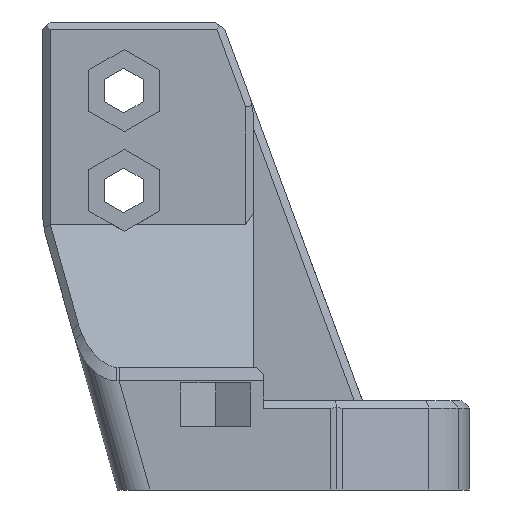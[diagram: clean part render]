
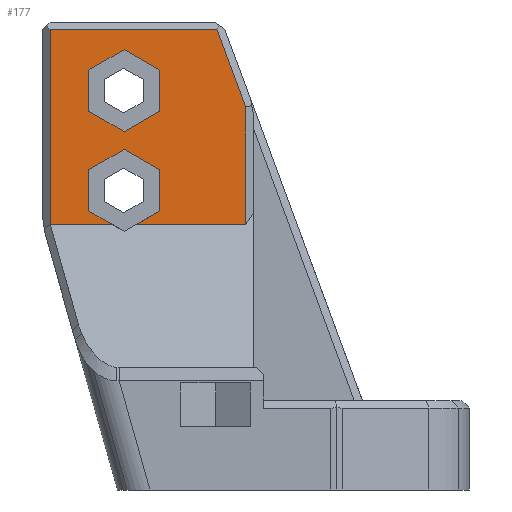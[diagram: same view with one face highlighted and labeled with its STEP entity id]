
A CAD part, left-side view. The second image highlights one B-rep face of the part: STEP entity #177.
In plain terms, the highlighted planar face has unit normal (-1, 0, 0).
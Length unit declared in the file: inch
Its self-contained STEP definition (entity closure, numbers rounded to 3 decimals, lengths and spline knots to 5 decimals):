
#177=ADVANCED_FACE('',(#475,#476),#477,.T.);
#475=FACE_OUTER_BOUND('',#903,.T.);
#476=FACE_BOUND('',#904,.T.);
#477=PLANE('',#905);
#903=EDGE_LOOP('',(#1473,#1474,#1475,#1476,#1477,#1478,#1479,#1480,#1481,#1482,#1483,#1484,#1485));
#904=EDGE_LOOP('',(#1486,#1487,#1488,#1489,#1490,#1491));
#905=AXIS2_PLACEMENT_3D('',#1492,#1493,#1494);
#1473=ORIENTED_EDGE('',*,*,#2732,.F.);
#1474=ORIENTED_EDGE('',*,*,#2733,.T.);
#1475=ORIENTED_EDGE('',*,*,#2734,.F.);
#1476=ORIENTED_EDGE('',*,*,#2735,.T.);
#1477=ORIENTED_EDGE('',*,*,#2736,.T.);
#1478=ORIENTED_EDGE('',*,*,#2737,.T.);
#1479=ORIENTED_EDGE('',*,*,#2738,.T.);
#1480=ORIENTED_EDGE('',*,*,#2739,.T.);
#1481=ORIENTED_EDGE('',*,*,#2740,.T.);
#1482=ORIENTED_EDGE('',*,*,#2741,.F.);
#1483=ORIENTED_EDGE('',*,*,#2742,.F.);
#1484=ORIENTED_EDGE('',*,*,#2743,.F.);
#1485=ORIENTED_EDGE('',*,*,#2688,.F.);
#1486=ORIENTED_EDGE('',*,*,#2744,.T.);
#1487=ORIENTED_EDGE('',*,*,#2745,.T.);
#1488=ORIENTED_EDGE('',*,*,#2746,.T.);
#1489=ORIENTED_EDGE('',*,*,#2747,.T.);
#1490=ORIENTED_EDGE('',*,*,#2727,.T.);
#1491=ORIENTED_EDGE('',*,*,#2748,.T.);
#1492=CARTESIAN_POINT('',(-0.0023,0.3201,1.4481));
#1493=DIRECTION('',(-1.0,0.,0.0));
#1494=DIRECTION('',(0.,0.,-1.0));
#2688=EDGE_CURVE('',#3204,#3206,#3207,.T.);
#2727=EDGE_CURVE('',#3276,#3277,#3278,.T.);
#2732=EDGE_CURVE('',#3285,#3204,#3286,.T.);
#2733=EDGE_CURVE('',#3285,#3287,#3288,.T.);
#2734=EDGE_CURVE('',#3289,#3287,#3290,.T.);
#2735=EDGE_CURVE('',#3289,#3291,#3292,.T.);
#2736=EDGE_CURVE('',#3291,#3293,#3294,.T.);
#2737=EDGE_CURVE('',#3293,#3295,#3296,.T.);
#2738=EDGE_CURVE('',#3295,#3297,#3298,.T.);
#2739=EDGE_CURVE('',#3297,#3299,#3300,.T.);
#2740=EDGE_CURVE('',#3299,#3301,#3302,.T.);
#2741=EDGE_CURVE('',#3303,#3301,#3304,.T.);
#2742=EDGE_CURVE('',#3305,#3303,#3306,.T.);
#2743=EDGE_CURVE('',#3206,#3305,#3307,.T.);
#2744=EDGE_CURVE('',#3308,#3309,#3310,.T.);
#2745=EDGE_CURVE('',#3309,#3311,#3312,.T.);
#2746=EDGE_CURVE('',#3311,#3313,#3314,.T.);
#2747=EDGE_CURVE('',#3313,#3276,#3315,.T.);
#2748=EDGE_CURVE('',#3277,#3308,#3316,.T.);
#3204=VERTEX_POINT('',#3966);
#3206=VERTEX_POINT('',#3969);
#3207=LINE('',#3970,#3971);
#3276=VERTEX_POINT('',#4064);
#3277=VERTEX_POINT('',#4065);
#3278=LINE('',#4066,#4067);
#3285=VERTEX_POINT('',#4077);
#3286=LINE('',#4078,#4079);
#3287=VERTEX_POINT('',#4080);
#3288=LINE('',#4081,#4082);
#3289=VERTEX_POINT('',#4083);
#3290=LINE('',#4084,#4085);
#3291=VERTEX_POINT('',#4086);
#3292=LINE('',#4087,#4088);
#3293=VERTEX_POINT('',#4089);
#3294=LINE('',#4090,#4091);
#3295=VERTEX_POINT('',#4092);
#3296=LINE('',#4093,#4094);
#3297=VERTEX_POINT('',#4095);
#3298=LINE('',#4096,#4097);
#3299=VERTEX_POINT('',#4098);
#3300=LINE('',#4099,#4100);
#3301=VERTEX_POINT('',#4101);
#3302=LINE('',#4102,#4103);
#3303=VERTEX_POINT('',#4104);
#3304=LINE('',#4105,#4106);
#3305=VERTEX_POINT('',#4107);
#3306=LINE('',#4108,#4109);
#3307=LINE('',#4110,#4111);
#3308=VERTEX_POINT('',#4112);
#3309=VERTEX_POINT('',#4113);
#3310=LINE('',#4114,#4115);
#3311=VERTEX_POINT('',#4116);
#3312=LINE('',#4117,#4118);
#3313=VERTEX_POINT('',#4119);
#3314=LINE('',#4120,#4121);
#3315=LINE('',#4122,#4123);
#3316=LINE('',#4124,#4125);
#3966=CARTESIAN_POINT('',(-0.0023,0.77165,1.75912));
#3969=CARTESIAN_POINT('',(-0.0023,0.2453,1.75912));
#3970=CARTESIAN_POINT('',(-0.0023,0.3201,1.75912));
#3971=VECTOR('',#5094,1.0);
#4064=CARTESIAN_POINT('',(-0.0023,0.42581,1.50143));
#4065=CARTESIAN_POINT('',(-0.0023,0.53801,1.43665));
#4066=CARTESIAN_POINT('',(-0.0023,0.39771,1.51765));
#4067=VECTOR('',#5140,1.);
#4077=CARTESIAN_POINT('',(-0.0023,0.77165,1.14296));
#4078=CARTESIAN_POINT('',(-0.0023,0.77165,1.02939));
#4079=VECTOR('',#5144,1.0);
#4080=CARTESIAN_POINT('',(-0.0023,0.77156,1.14328));
#4081=CARTESIAN_POINT('',(-0.0023,0.77901,1.11763));
#4082=VECTOR('',#5145,1.0);
#4083=CARTESIAN_POINT('',(-0.0023,0.57541,1.14328));
#4084=CARTESIAN_POINT('',(-0.0023,0.45725,1.14328));
#4085=VECTOR('',#5146,1.0);
#4086=CARTESIAN_POINT('',(-0.0023,0.65022,1.18647));
#4087=CARTESIAN_POINT('',(-0.0023,0.52697,1.11531));
#4088=VECTOR('',#5147,1.0);
#4089=CARTESIAN_POINT('',(-0.0023,0.65022,1.31603));
#4090=CARTESIAN_POINT('',(-0.0023,0.65022,1.31729));
#4091=VECTOR('',#5148,1.0);
#4092=CARTESIAN_POINT('',(-0.0023,0.53801,1.38081));
#4093=CARTESIAN_POINT('',(-0.0023,0.49783,1.40401));
#4094=VECTOR('',#5149,1.);
#4095=CARTESIAN_POINT('',(-0.0023,0.42581,1.31603));
#4096=CARTESIAN_POINT('',(-0.0023,0.47086,1.34205));
#4097=VECTOR('',#5150,1.0);
#4098=CARTESIAN_POINT('',(-0.0023,0.42581,1.18647));
#4099=CARTESIAN_POINT('',(-0.0023,0.42581,1.38207));
#4100=VECTOR('',#5151,1.0);
#4101=CARTESIAN_POINT('',(-0.0023,0.50061,1.14328));
#4102=CARTESIAN_POINT('',(-0.0023,0.32952,1.24206));
#4103=VECTOR('',#5152,1.);
#4104=CARTESIAN_POINT('',(-0.0023,0.15486,1.14328));
#4105=CARTESIAN_POINT('',(-0.0023,0.45725,1.14328));
#4106=VECTOR('',#5153,1.0);
#4107=CARTESIAN_POINT('',(-0.0023,0.15486,1.51497));
#4108=CARTESIAN_POINT('',(-0.0023,0.15486,0.9592));
#4109=VECTOR('',#5154,1.0);
#4110=CARTESIAN_POINT('',(-0.0023,0.08587,1.32871));
#4111=VECTOR('',#5155,1.);
#4112=CARTESIAN_POINT('',(-0.0023,0.65022,1.50143));
#4113=CARTESIAN_POINT('',(-0.0023,0.65022,1.63099));
#4114=CARTESIAN_POINT('',(-0.0023,0.65022,1.47477));
#4115=VECTOR('',#5156,1.0);
#4116=CARTESIAN_POINT('',(-0.0023,0.53801,1.69577));
#4117=CARTESIAN_POINT('',(-0.0023,0.56602,1.6796));
#4118=VECTOR('',#5157,1.);
#4119=CARTESIAN_POINT('',(-0.0023,0.42581,1.63099));
#4120=CARTESIAN_POINT('',(-0.0023,0.40267,1.61764));
#4121=VECTOR('',#5158,1.0);
#4122=CARTESIAN_POINT('',(-0.0023,0.42581,1.53955));
#4123=VECTOR('',#5159,1.0);
#4124=CARTESIAN_POINT('',(-0.0023,0.45878,1.3909));
#4125=VECTOR('',#5160,1.0);
#5094=DIRECTION('',(0.0,-1.0,0.0));
#5140=DIRECTION('',(0.0,0.866,-0.5));
#5144=DIRECTION('',(0.0,0.0,1.0));
#5145=DIRECTION('',(0.0,-0.279,0.96));
#5146=DIRECTION('',(0.0,1.0,0.0));
#5147=DIRECTION('',(0.0,0.866,0.5));
#5148=DIRECTION('',(0.0,0.,1.0));
#5149=DIRECTION('',(0.0,-0.866,0.5));
#5150=DIRECTION('',(0.0,-0.866,-0.5));
#5151=DIRECTION('',(0.0,0.,-1.0));
#5152=DIRECTION('',(0.0,0.866,-0.5));
#5153=DIRECTION('',(0.0,1.0,0.0));
#5154=DIRECTION('',(0.0,0.0,-1.0));
#5155=DIRECTION('',(0.0,-0.347,-0.938));
#5156=DIRECTION('',(0.0,0.,1.0));
#5157=DIRECTION('',(0.0,-0.866,0.5));
#5158=DIRECTION('',(0.0,-0.866,-0.5));
#5159=DIRECTION('',(0.0,0.,-1.0));
#5160=DIRECTION('',(0.0,0.866,0.5));
